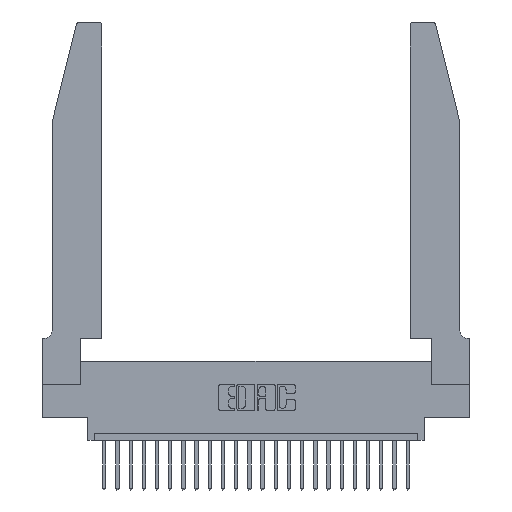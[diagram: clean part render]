
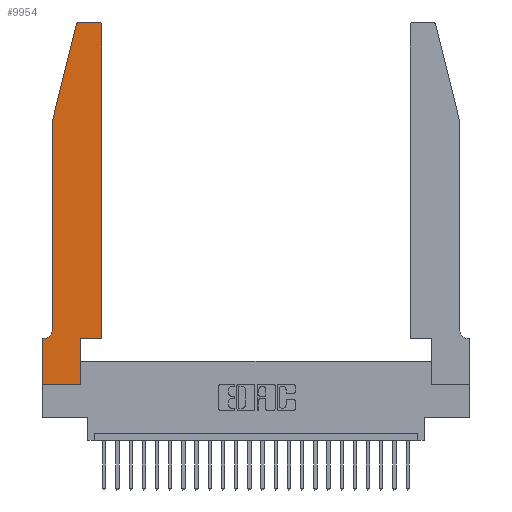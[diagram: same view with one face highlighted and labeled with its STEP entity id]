
A CAD part, top view. The second image highlights one B-rep face of the part: STEP entity #9954.
In plain terms, the highlighted planar face has unit normal (0, 0, 1).
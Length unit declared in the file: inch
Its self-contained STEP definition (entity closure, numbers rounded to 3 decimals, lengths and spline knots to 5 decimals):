
#5 = CARTESIAN_POINT ( 'NONE',  ( 0.0055, 0.42, 0.37 ) ) ;
#214 = AXIS2_PLACEMENT_3D ( 'NONE', #18635, #7041, #16974 ) ;
#299 = CARTESIAN_POINT ( 'NONE',  ( 0.25487, 2.72718, 0.37 ) ) ;
#337 = DIRECTION ( 'NONE',  ( -1., 0., 0. ) ) ;
#856 = LINE ( 'NONE', #17798, #10989 ) ;
#996 = DIRECTION ( 'NONE',  ( 0., -1., 0. ) ) ;
#1102 = CARTESIAN_POINT ( 'NONE',  ( 0., 0., 0.37 ) ) ;
#1337 = ORIENTED_EDGE ( 'NONE', *, *, #9803, .T. ) ;
#1599 = VECTOR ( 'NONE', #14600, 39.37008 ) ;
#1952 = EDGE_CURVE ( 'NONE', #25039, #2264, #4908, .T. ) ;
#2264 = VERTEX_POINT ( 'NONE', #11973 ) ;
#2330 = VERTEX_POINT ( 'NONE', #299 ) ;
#2362 = EDGE_LOOP ( 'NONE', ( #14551, #15567, #12519, #8970, #2663, #5619, #15253, #1337, #7705, #20621, #3475, #5431 ) ) ;
#2569 = CARTESIAN_POINT ( 'NONE',  ( 0.284, 2.72, 0.37 ) ) ;
#2663 = ORIENTED_EDGE ( 'NONE', *, *, #9214, .T. ) ;
#3475 = ORIENTED_EDGE ( 'NONE', *, *, #12935, .T. ) ;
#3543 = EDGE_CURVE ( 'NONE', #2330, #25039, #15574, .T. ) ;
#3897 = CARTESIAN_POINT ( 'NONE',  ( 0.2865, 0.35, 0.37 ) ) ;
#3926 = DIRECTION ( 'NONE',  ( 0., 0., -1. ) ) ;
#4335 = AXIS2_PLACEMENT_3D ( 'NONE', #18167, #6493, #8482 ) ;
#4408 = VERTEX_POINT ( 'NONE', #12262 ) ;
#4908 = LINE ( 'NONE', #18429, #12278 ) ;
#5155 = VERTEX_POINT ( 'NONE', #6814 ) ;
#5249 = CARTESIAN_POINT ( 'NONE',  ( 0.0055, 0.35, 0.37 ) ) ;
#5431 = ORIENTED_EDGE ( 'NONE', *, *, #25269, .T. ) ;
#5619 = ORIENTED_EDGE ( 'NONE', *, *, #16356, .T. ) ;
#5693 = EDGE_CURVE ( 'NONE', #4408, #10029, #23744, .T. ) ;
#6050 = DIRECTION ( 'NONE',  ( 0., 1., 0. ) ) ;
#6493 = DIRECTION ( 'NONE',  ( 0., 0., 1. ) ) ;
#6518 = DIRECTION ( 'NONE',  ( -1., 0., 0. ) ) ;
#6589 = DIRECTION ( 'NONE',  ( 0., 0., 1. ) ) ;
#6814 = CARTESIAN_POINT ( 'NONE',  ( 0., 0.35, 0.37 ) ) ;
#7041 = DIRECTION ( 'NONE',  ( 0., 0., 1. ) ) ;
#7614 = CARTESIAN_POINT ( 'NONE',  ( 0.0755, 2., 0.37 ) ) ;
#7705 = ORIENTED_EDGE ( 'NONE', *, *, #19176, .T. ) ;
#7831 = CARTESIAN_POINT ( 'NONE',  ( 0.4505, 0.35, 0.37 ) ) ;
#8160 = CARTESIAN_POINT ( 'NONE',  ( 0.284, 2.75, 0.37 ) ) ;
#8244 = CIRCLE ( 'NONE', #10406, 0.03 ) ;
#8482 = DIRECTION ( 'NONE',  ( 1., 0., 0. ) ) ;
#8516 = LINE ( 'NONE', #14189, #17704 ) ;
#8944 = CIRCLE ( 'NONE', #4335, 0.03 ) ;
#8970 = ORIENTED_EDGE ( 'NONE', *, *, #1952, .T. ) ;
#9214 = EDGE_CURVE ( 'NONE', #2264, #16603, #18240, .T. ) ;
#9803 = EDGE_CURVE ( 'NONE', #22236, #18815, #25227, .T. ) ;
#9954 = ADVANCED_FACE ( 'NONE', ( #20969 ), #13059, .T. ) ;
#10029 = VERTEX_POINT ( 'NONE', #7831 ) ;
#10085 = AXIS2_PLACEMENT_3D ( 'NONE', #5, #3926, #337 ) ;
#10406 = AXIS2_PLACEMENT_3D ( 'NONE', #2569, #6589, #20322 ) ;
#10989 = VECTOR ( 'NONE', #6050, 39.37008 ) ;
#11172 = VECTOR ( 'NONE', #20269, 39.37008 ) ;
#11486 = DIRECTION ( 'NONE',  ( 0., -1., 0. ) ) ;
#11973 = CARTESIAN_POINT ( 'NONE',  ( 0.0755, 0.42, 0.37 ) ) ;
#12262 = CARTESIAN_POINT ( 'NONE',  ( 0.2865, 0.35, 0.37 ) ) ;
#12278 = VECTOR ( 'NONE', #996, 39.37008 ) ;
#12347 = CARTESIAN_POINT ( 'NONE',  ( 0.0755, 0.35, 0.37 ) ) ;
#12519 = ORIENTED_EDGE ( 'NONE', *, *, #3543, .T. ) ;
#12935 = EDGE_CURVE ( 'NONE', #10029, #15545, #856, .T. ) ;
#13059 = PLANE ( 'NONE',  #214 ) ;
#13496 = CARTESIAN_POINT ( 'NONE',  ( 0.0755, 2., 0.37 ) ) ;
#13649 = VECTOR ( 'NONE', #21672, 39.37008 ) ;
#13751 = DIRECTION ( 'NONE',  ( -0.239, -0.971, 0. ) ) ;
#14189 = CARTESIAN_POINT ( 'NONE',  ( 0.2605, 2.75, 0.37 ) ) ;
#14551 = ORIENTED_EDGE ( 'NONE', *, *, #17423, .T. ) ;
#14600 = DIRECTION ( 'NONE',  ( 1., 0., 0. ) ) ;
#14967 = CARTESIAN_POINT ( 'NONE',  ( 0.4505, 2.72, 0.37 ) ) ;
#15077 = LINE ( 'NONE', #23144, #22771 ) ;
#15253 = ORIENTED_EDGE ( 'NONE', *, *, #19986, .T. ) ;
#15545 = VERTEX_POINT ( 'NONE', #14967 ) ;
#15567 = ORIENTED_EDGE ( 'NONE', *, *, #16608, .T. ) ;
#15574 = LINE ( 'NONE', #13496, #16815 ) ;
#16356 = EDGE_CURVE ( 'NONE', #16603, #5155, #18699, .T. ) ;
#16537 = CARTESIAN_POINT ( 'NONE',  ( 0.4505, 0.35, 0.37 ) ) ;
#16603 = VERTEX_POINT ( 'NONE', #5249 ) ;
#16608 = EDGE_CURVE ( 'NONE', #24360, #2330, #8244, .T. ) ;
#16815 = VECTOR ( 'NONE', #13751, 39.37008 ) ;
#16974 = DIRECTION ( 'NONE',  ( 1., 0., 0. ) ) ;
#17423 = EDGE_CURVE ( 'NONE', #18085, #24360, #8516, .T. ) ;
#17704 = VECTOR ( 'NONE', #23935, 39.37008 ) ;
#17798 = CARTESIAN_POINT ( 'NONE',  ( 0.4505, 0.35, 0.37 ) ) ;
#18085 = VERTEX_POINT ( 'NONE', #22584 ) ;
#18167 = CARTESIAN_POINT ( 'NONE',  ( 0.4205, 2.72, 0.37 ) ) ;
#18210 = CARTESIAN_POINT ( 'NONE',  ( 0., 0., 0.37 ) ) ;
#18240 = CIRCLE ( 'NONE', #10085, 0.07 ) ;
#18429 = CARTESIAN_POINT ( 'NONE',  ( 0.0755, 2., 0.37 ) ) ;
#18554 = LINE ( 'NONE', #3897, #13649 ) ;
#18635 = CARTESIAN_POINT ( 'NONE',  ( 0., 0.35, 0.37 ) ) ;
#18699 = LINE ( 'NONE', #12347, #25099 ) ;
#18815 = VERTEX_POINT ( 'NONE', #22796 ) ;
#19176 = EDGE_CURVE ( 'NONE', #18815, #4408, #18554, .T. ) ;
#19986 = EDGE_CURVE ( 'NONE', #5155, #22236, #15077, .T. ) ;
#20269 = DIRECTION ( 'NONE',  ( 1., 0., 0. ) ) ;
#20322 = DIRECTION ( 'NONE',  ( 1., 0., 0. ) ) ;
#20621 = ORIENTED_EDGE ( 'NONE', *, *, #5693, .T. ) ;
#20969 = FACE_OUTER_BOUND ( 'NONE', #2362, .T. ) ;
#21672 = DIRECTION ( 'NONE',  ( 0., 1., 0. ) ) ;
#22236 = VERTEX_POINT ( 'NONE', #1102 ) ;
#22584 = CARTESIAN_POINT ( 'NONE',  ( 0.4205, 2.75, 0.37 ) ) ;
#22771 = VECTOR ( 'NONE', #11486, 39.37008 ) ;
#22796 = CARTESIAN_POINT ( 'NONE',  ( 0.2865, 0., 0.37 ) ) ;
#23144 = CARTESIAN_POINT ( 'NONE',  ( 0., 0., 0.37 ) ) ;
#23744 = LINE ( 'NONE', #16537, #11172 ) ;
#23935 = DIRECTION ( 'NONE',  ( -1., 0., 0. ) ) ;
#24360 = VERTEX_POINT ( 'NONE', #8160 ) ;
#25039 = VERTEX_POINT ( 'NONE', #7614 ) ;
#25099 = VECTOR ( 'NONE', #6518, 39.37008 ) ;
#25227 = LINE ( 'NONE', #18210, #1599 ) ;
#25269 = EDGE_CURVE ( 'NONE', #15545, #18085, #8944, .T. ) ;
